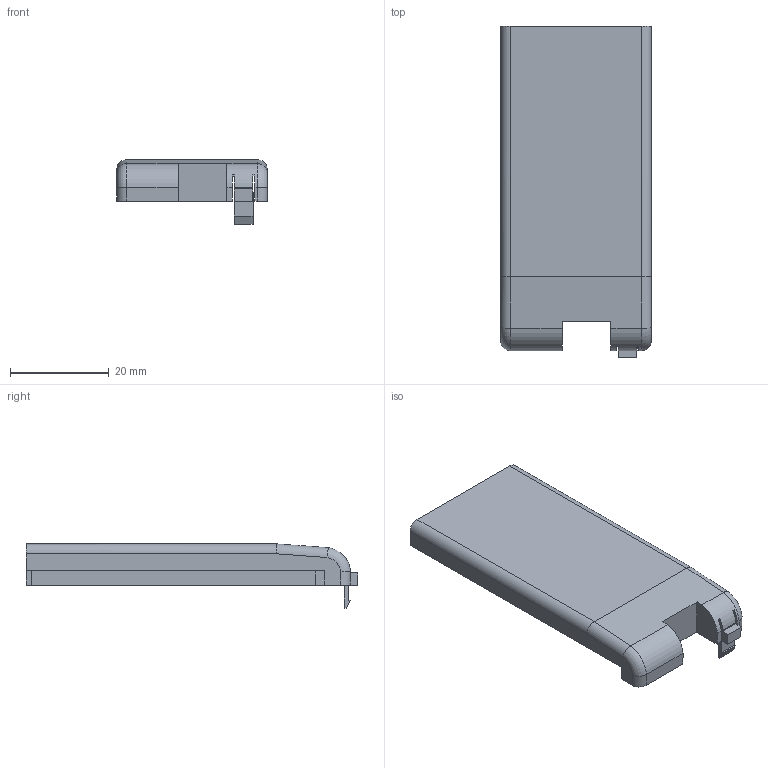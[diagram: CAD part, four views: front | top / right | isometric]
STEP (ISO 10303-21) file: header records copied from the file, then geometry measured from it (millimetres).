
FILE_DESCRIPTION (( 'STEP AP214' ), '1' );
FILE_NAME ('D2-IOCVR.STEP', '2011-02-04T18:44:21', ( ' ' ), ( ' ' ), 'SwSTEP 2.0', 'SolidWorks 2009', '' );
FILE_SCHEMA (( 'AUTOMOTIVE_DESIGN' ));
Length unit declared in the file: millimetre
Products named in the file (1): D2-IOCVR
Bounding box: 30.5 x 67.09 x 12.97 mm (x, y, z)
Volume: 2887.6 mm3; surface area: 6010.3 mm2
Topology: 1 solids, 1 shells, 75 faces, 206 edges, 133 vertices
Faces by surface type: plane 53, cylinder 18, torus 4
Entity records: 3267 total; most frequent: CARTESIAN_POINT 519, ORIENTED_EDGE 412, DIRECTION 370, EDGE_CURVE 206, LINE 162, VECTOR 162, VERTEX_POINT 133, AXIS2_PLACEMENT_3D 104
